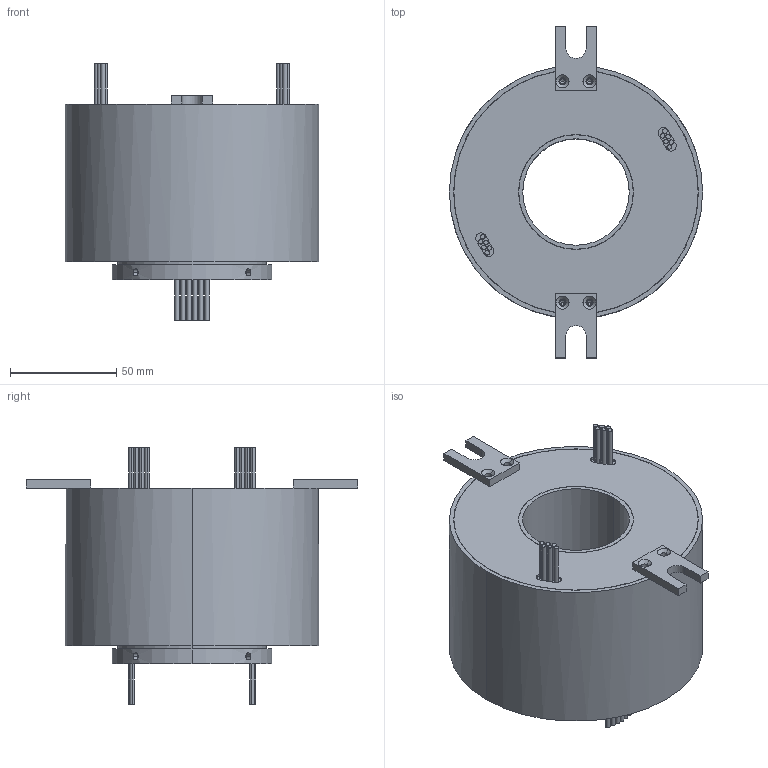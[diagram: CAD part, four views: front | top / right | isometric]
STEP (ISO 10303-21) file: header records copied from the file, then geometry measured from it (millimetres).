
FILE_DESCRIPTION (( 'STEP AP203' ), '1' );
FILE_NAME ('MT50119-P1210.STEP', '2020-07-10T01:31:31', ( '微软用户' ), ( '微软中国' ), 'SwSTEP 2.0', 'SolidWorks 2014', '' );
FILE_SCHEMA (( 'CONFIG_CONTROL_DESIGN' ));
Length unit declared in the file: millimetre
Products named in the file (1): MT50119-P1210
Bounding box: 119 x 156 x 120.6 mm (x, y, z)
Volume: 701934.3 mm3; surface area: 73928.3 mm2
Topology: 1 solids, 1 shells, 193 faces, 440 edges, 280 vertices
Faces by surface type: cylinder 110, plane 67, cone 16
Entity records: 5927 total; most frequent: CARTESIAN_POINT 1322, DIRECTION 1028, ORIENTED_EDGE 864, EDGE_CURVE 432, AXIS2_PLACEMENT_3D 418, VERTEX_POINT 280, EDGE_LOOP 246, CIRCLE 224
